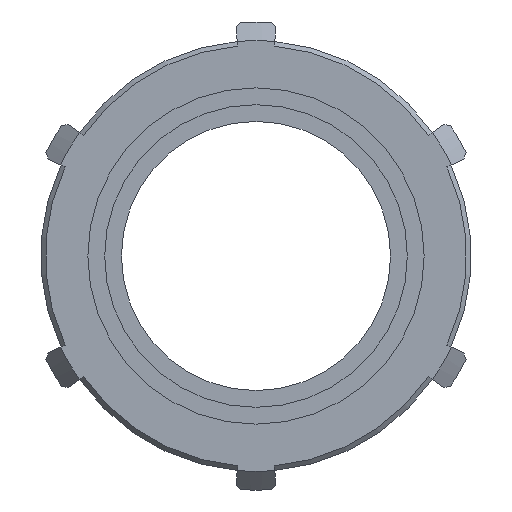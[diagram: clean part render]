
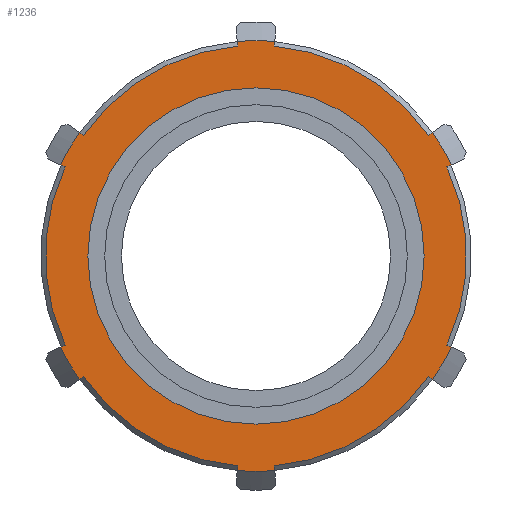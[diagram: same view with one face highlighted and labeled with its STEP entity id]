
A CAD part, left-side view. The second image highlights one B-rep face of the part: STEP entity #1236.
In plain terms, the highlighted planar face has unit normal (-1, 0, 0).
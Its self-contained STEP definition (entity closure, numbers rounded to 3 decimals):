
#102=LINE('',#1880,#210);
#103=LINE('',#1882,#211);
#104=LINE('',#1886,#212);
#105=LINE('',#1890,#213);
#106=LINE('',#1894,#214);
#107=LINE('',#1898,#215);
#108=LINE('',#1902,#216);
#109=LINE('',#1906,#217);
#110=LINE('',#1910,#218);
#111=LINE('',#1914,#219);
#112=LINE('',#1918,#220);
#113=LINE('',#1922,#221);
#210=VECTOR('',#1510,1.19);
#211=VECTOR('',#1511,1.19);
#212=VECTOR('',#1514,1.19);
#213=VECTOR('',#1517,1.19);
#214=VECTOR('',#1520,1.19);
#215=VECTOR('',#1523,1.19);
#216=VECTOR('',#1526,1.19);
#217=VECTOR('',#1529,1.19);
#218=VECTOR('',#1532,1.19);
#219=VECTOR('',#1535,1.19);
#220=VECTOR('',#1538,1.19);
#221=VECTOR('',#1541,1.19);
#295=PLANE('',#1328);
#325=FACE_BOUND('',#412,.T.);
#340=FACE_OUTER_BOUND('',#411,.T.);
#411=EDGE_LOOP('',(#902,#903,#904,#905,#906,#907,#908,#909,#910,#911,#912,
#913,#914,#915,#916,#917,#918,#919,#920,#921,#922,#923,#924,#925));
#412=EDGE_LOOP('',(#926));
#499=CIRCLE('',#1327,53.55);
#500=CIRCLE('',#1329,54.74);
#501=CIRCLE('',#1330,53.55);
#502=CIRCLE('',#1331,54.74);
#503=CIRCLE('',#1332,53.55);
#504=CIRCLE('',#1333,54.74);
#505=CIRCLE('',#1334,53.55);
#506=CIRCLE('',#1335,54.74);
#507=CIRCLE('',#1336,53.55);
#508=CIRCLE('',#1337,54.74);
#509=CIRCLE('',#1338,53.55);
#510=CIRCLE('',#1339,54.74);
#511=CIRCLE('',#1340,42.75);
#571=VERTEX_POINT('',#1870);
#574=VERTEX_POINT('',#1875);
#575=VERTEX_POINT('',#1879);
#576=VERTEX_POINT('',#1881);
#577=VERTEX_POINT('',#1883);
#578=VERTEX_POINT('',#1885);
#579=VERTEX_POINT('',#1887);
#580=VERTEX_POINT('',#1889);
#581=VERTEX_POINT('',#1891);
#582=VERTEX_POINT('',#1893);
#583=VERTEX_POINT('',#1895);
#584=VERTEX_POINT('',#1897);
#585=VERTEX_POINT('',#1899);
#586=VERTEX_POINT('',#1901);
#587=VERTEX_POINT('',#1903);
#588=VERTEX_POINT('',#1905);
#589=VERTEX_POINT('',#1907);
#590=VERTEX_POINT('',#1909);
#591=VERTEX_POINT('',#1911);
#592=VERTEX_POINT('',#1913);
#593=VERTEX_POINT('',#1915);
#594=VERTEX_POINT('',#1917);
#595=VERTEX_POINT('',#1919);
#596=VERTEX_POINT('',#1921);
#597=VERTEX_POINT('',#1924);
#707=EDGE_CURVE('',#574,#571,#499,.T.);
#708=EDGE_CURVE('',#571,#575,#102,.T.);
#709=EDGE_CURVE('',#576,#574,#103,.T.);
#710=EDGE_CURVE('',#577,#576,#500,.T.);
#711=EDGE_CURVE('',#578,#577,#104,.T.);
#712=EDGE_CURVE('',#579,#578,#501,.T.);
#713=EDGE_CURVE('',#580,#579,#105,.T.);
#714=EDGE_CURVE('',#581,#580,#502,.T.);
#715=EDGE_CURVE('',#582,#581,#106,.T.);
#716=EDGE_CURVE('',#583,#582,#503,.T.);
#717=EDGE_CURVE('',#584,#583,#107,.T.);
#718=EDGE_CURVE('',#585,#584,#504,.T.);
#719=EDGE_CURVE('',#586,#585,#108,.T.);
#720=EDGE_CURVE('',#587,#586,#505,.T.);
#721=EDGE_CURVE('',#588,#587,#109,.T.);
#722=EDGE_CURVE('',#589,#588,#506,.T.);
#723=EDGE_CURVE('',#590,#589,#110,.T.);
#724=EDGE_CURVE('',#591,#590,#507,.T.);
#725=EDGE_CURVE('',#592,#591,#111,.T.);
#726=EDGE_CURVE('',#593,#592,#508,.T.);
#727=EDGE_CURVE('',#594,#593,#112,.T.);
#728=EDGE_CURVE('',#595,#594,#509,.T.);
#729=EDGE_CURVE('',#596,#595,#113,.T.);
#730=EDGE_CURVE('',#575,#596,#510,.T.);
#731=EDGE_CURVE('',#597,#597,#511,.T.);
#902=ORIENTED_EDGE('',*,*,#708,.F.);
#903=ORIENTED_EDGE('',*,*,#707,.F.);
#904=ORIENTED_EDGE('',*,*,#709,.F.);
#905=ORIENTED_EDGE('',*,*,#710,.F.);
#906=ORIENTED_EDGE('',*,*,#711,.F.);
#907=ORIENTED_EDGE('',*,*,#712,.F.);
#908=ORIENTED_EDGE('',*,*,#713,.F.);
#909=ORIENTED_EDGE('',*,*,#714,.F.);
#910=ORIENTED_EDGE('',*,*,#715,.F.);
#911=ORIENTED_EDGE('',*,*,#716,.F.);
#912=ORIENTED_EDGE('',*,*,#717,.F.);
#913=ORIENTED_EDGE('',*,*,#718,.F.);
#914=ORIENTED_EDGE('',*,*,#719,.F.);
#915=ORIENTED_EDGE('',*,*,#720,.F.);
#916=ORIENTED_EDGE('',*,*,#721,.F.);
#917=ORIENTED_EDGE('',*,*,#722,.F.);
#918=ORIENTED_EDGE('',*,*,#723,.F.);
#919=ORIENTED_EDGE('',*,*,#724,.F.);
#920=ORIENTED_EDGE('',*,*,#725,.F.);
#921=ORIENTED_EDGE('',*,*,#726,.F.);
#922=ORIENTED_EDGE('',*,*,#727,.F.);
#923=ORIENTED_EDGE('',*,*,#728,.F.);
#924=ORIENTED_EDGE('',*,*,#729,.F.);
#925=ORIENTED_EDGE('',*,*,#730,.F.);
#926=ORIENTED_EDGE('',*,*,#731,.T.);
#1236=ADVANCED_FACE('',(#340,#325),#295,.T.);
#1327=AXIS2_PLACEMENT_3D('',#1877,#1506,#1507);
#1328=AXIS2_PLACEMENT_3D('',#1878,#1508,#1509);
#1329=AXIS2_PLACEMENT_3D('',#1884,#1512,#1513);
#1330=AXIS2_PLACEMENT_3D('',#1888,#1515,#1516);
#1331=AXIS2_PLACEMENT_3D('',#1892,#1518,#1519);
#1332=AXIS2_PLACEMENT_3D('',#1896,#1521,#1522);
#1333=AXIS2_PLACEMENT_3D('',#1900,#1524,#1525);
#1334=AXIS2_PLACEMENT_3D('',#1904,#1527,#1528);
#1335=AXIS2_PLACEMENT_3D('',#1908,#1530,#1531);
#1336=AXIS2_PLACEMENT_3D('',#1912,#1533,#1534);
#1337=AXIS2_PLACEMENT_3D('',#1916,#1536,#1537);
#1338=AXIS2_PLACEMENT_3D('',#1920,#1539,#1540);
#1339=AXIS2_PLACEMENT_3D('',#1923,#1542,#1543);
#1340=AXIS2_PLACEMENT_3D('',#1925,#1544,#1545);
#1506=DIRECTION('center_axis',(1.,0.,0.));
#1507=DIRECTION('ref_axis',(0.,0.866,0.5));
#1508=DIRECTION('center_axis',(-1.,0.,0.));
#1509=DIRECTION('ref_axis',(0.,0.,1.));
#1510=DIRECTION('',(0.,-0.819,0.574));
#1511=DIRECTION('',(0.,0.087,-0.996));
#1512=DIRECTION('center_axis',(1.,0.,0.));
#1513=DIRECTION('ref_axis',(0.,-1.,0.));
#1514=DIRECTION('',(0.,0.087,0.996));
#1515=DIRECTION('center_axis',(1.,0.,0.));
#1516=DIRECTION('ref_axis',(0.,0.866,-0.5));
#1517=DIRECTION('',(0.,-0.819,-0.574));
#1518=DIRECTION('center_axis',(1.,0.,0.));
#1519=DIRECTION('ref_axis',(0.,-1.,0.));
#1520=DIRECTION('',(0.,0.906,0.423));
#1521=DIRECTION('center_axis',(1.,0.,0.));
#1522=DIRECTION('ref_axis',(0.,0.,-1.));
#1523=DIRECTION('',(0.,-0.906,0.423));
#1524=DIRECTION('center_axis',(1.,0.,0.));
#1525=DIRECTION('ref_axis',(0.,-1.,0.));
#1526=DIRECTION('',(0.,0.819,-0.574));
#1527=DIRECTION('center_axis',(1.,0.,0.));
#1528=DIRECTION('ref_axis',(0.,-0.866,-0.5));
#1529=DIRECTION('',(0.,-0.087,0.996));
#1530=DIRECTION('center_axis',(1.,0.,0.));
#1531=DIRECTION('ref_axis',(0.,-1.,0.));
#1532=DIRECTION('',(0.,-0.087,-0.996));
#1533=DIRECTION('center_axis',(1.,0.,0.));
#1534=DIRECTION('ref_axis',(0.,-0.866,0.5));
#1535=DIRECTION('',(0.,0.819,0.574));
#1536=DIRECTION('center_axis',(1.,0.,0.));
#1537=DIRECTION('ref_axis',(0.,-1.,0.));
#1538=DIRECTION('',(0.,-0.906,-0.423));
#1539=DIRECTION('center_axis',(1.,0.,0.));
#1540=DIRECTION('ref_axis',(0.,0.,1.));
#1541=DIRECTION('',(0.,0.906,-0.423));
#1542=DIRECTION('center_axis',(1.,0.,0.));
#1543=DIRECTION('ref_axis',(0.,-1.,0.));
#1544=DIRECTION('center_axis',(1.,0.,0.));
#1545=DIRECTION('ref_axis',(0.,0.,-1.));
#1870=CARTESIAN_POINT('',(0.,-43.866,30.715));
#1875=CARTESIAN_POINT('',(0.,-4.667,53.346));
#1877=CARTESIAN_POINT('Origin',(0.,0.,0.));
#1878=CARTESIAN_POINT('Origin',(0.,59.5,0.));
#1879=CARTESIAN_POINT('',(0.,-44.84,31.398));
#1880=CARTESIAN_POINT('',(0.,-4.407,3.086));
#1881=CARTESIAN_POINT('',(0.,-4.771,54.532));
#1882=CARTESIAN_POINT('',(0.,-2.159,24.683));
#1883=CARTESIAN_POINT('',(0.,4.771,54.532));
#1884=CARTESIAN_POINT('Origin',(0.,0.,0.));
#1885=CARTESIAN_POINT('',(0.,4.667,53.346));
#1886=CARTESIAN_POINT('',(0.,2.819,32.22));
#1887=CARTESIAN_POINT('',(0.,43.866,30.715));
#1888=CARTESIAN_POINT('Origin',(0.,0.,0.));
#1889=CARTESIAN_POINT('',(0.,44.84,31.398));
#1890=CARTESIAN_POINT('',(0.,42.383,29.677));
#1891=CARTESIAN_POINT('',(0.,49.611,23.134));
#1892=CARTESIAN_POINT('Origin',(0.,0.,0.));
#1893=CARTESIAN_POINT('',(0.,48.533,22.631));
#1894=CARTESIAN_POINT('',(0.,51.399,23.968));
#1895=CARTESIAN_POINT('',(0.,48.533,-22.631));
#1896=CARTESIAN_POINT('Origin',(0.,0.,0.));
#1897=CARTESIAN_POINT('',(0.,49.611,-23.134));
#1898=CARTESIAN_POINT('',(0.,49.242,-22.962));
#1899=CARTESIAN_POINT('',(0.,44.84,-31.398));
#1900=CARTESIAN_POINT('Origin',(0.,0.,0.));
#1901=CARTESIAN_POINT('',(0.,43.866,-30.715));
#1902=CARTESIAN_POINT('',(0.,44.332,-31.042));
#1903=CARTESIAN_POINT('',(0.,4.667,-53.346));
#1904=CARTESIAN_POINT('Origin',(0.,0.,0.));
#1905=CARTESIAN_POINT('',(0.,4.771,-54.532));
#1906=CARTESIAN_POINT('',(0.,2.611,-29.849));
#1907=CARTESIAN_POINT('',(0.,-4.771,-54.532));
#1908=CARTESIAN_POINT('Origin',(0.,0.,0.));
#1909=CARTESIAN_POINT('',(0.,-4.667,-53.346));
#1910=CARTESIAN_POINT('',(0.,-2.367,-27.054));
#1911=CARTESIAN_POINT('',(0.,-43.866,-30.715));
#1912=CARTESIAN_POINT('Origin',(0.,0.,0.));
#1913=CARTESIAN_POINT('',(0.,-44.84,-31.398));
#1914=CARTESIAN_POINT('',(0.,-2.458,-1.721));
#1915=CARTESIAN_POINT('',(0.,-49.611,-23.134));
#1916=CARTESIAN_POINT('Origin',(0.,0.,0.));
#1917=CARTESIAN_POINT('',(0.,-48.533,-22.631));
#1918=CARTESIAN_POINT('',(0.,-2.526,-1.178));
#1919=CARTESIAN_POINT('',(0.,-48.533,22.631));
#1920=CARTESIAN_POINT('Origin',(0.,0.,0.));
#1921=CARTESIAN_POINT('',(0.,-49.611,23.134));
#1922=CARTESIAN_POINT('',(0.,-0.369,0.172));
#1923=CARTESIAN_POINT('Origin',(0.,0.,0.));
#1924=CARTESIAN_POINT('',(0.,42.75,0.));
#1925=CARTESIAN_POINT('Origin',(0.,0.,0.));
